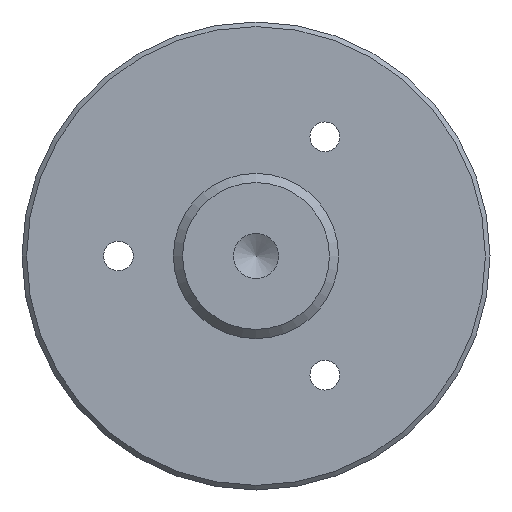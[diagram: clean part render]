
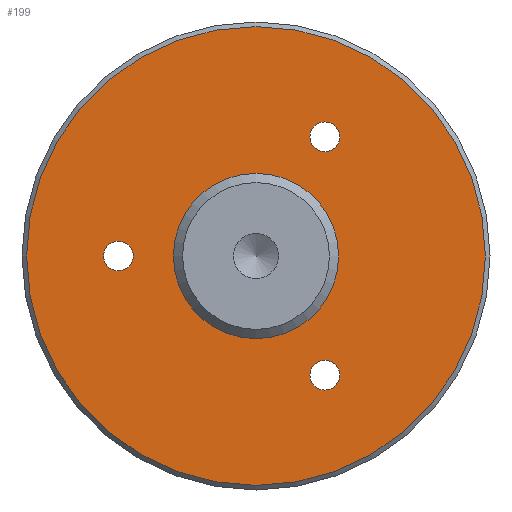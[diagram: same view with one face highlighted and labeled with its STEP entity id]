
A CAD part, left-side view. The second image highlights one B-rep face of the part: STEP entity #199.
In plain terms, the highlighted planar face has unit normal (-1, 0, 0).
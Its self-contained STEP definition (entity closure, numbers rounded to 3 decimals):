
#14=PLANE('',#229);
#29=FACE_BOUND('',#72,.T.);
#30=FACE_BOUND('',#73,.T.);
#31=FACE_BOUND('',#74,.T.);
#32=FACE_BOUND('',#75,.T.);
#33=FACE_BOUND('',#76,.T.);
#72=EDGE_LOOP('',(#162));
#73=EDGE_LOOP('',(#163));
#74=EDGE_LOOP('',(#164));
#75=EDGE_LOOP('',(#165));
#76=EDGE_LOOP('',(#166));
#95=CIRCLE('',#212,1.621);
#97=CIRCLE('',#215,1.621);
#99=CIRCLE('',#218,1.621);
#105=CIRCLE('',#228,9.);
#106=CIRCLE('',#230,25.);
#113=VERTEX_POINT('',#317);
#115=VERTEX_POINT('',#322);
#117=VERTEX_POINT('',#327);
#123=VERTEX_POINT('',#343);
#124=VERTEX_POINT('',#346);
#131=EDGE_CURVE('',#113,#113,#95,.T.);
#133=EDGE_CURVE('',#115,#115,#97,.T.);
#135=EDGE_CURVE('',#117,#117,#99,.T.);
#141=EDGE_CURVE('',#123,#123,#105,.T.);
#142=EDGE_CURVE('',#124,#124,#106,.T.);
#162=ORIENTED_EDGE('',*,*,#131,.T.);
#163=ORIENTED_EDGE('',*,*,#133,.T.);
#164=ORIENTED_EDGE('',*,*,#135,.T.);
#165=ORIENTED_EDGE('',*,*,#142,.F.);
#166=ORIENTED_EDGE('',*,*,#141,.T.);
#199=ADVANCED_FACE('',(#29,#30,#31,#32,#33),#14,.T.);
#212=AXIS2_PLACEMENT_3D('',#318,#249,#250);
#215=AXIS2_PLACEMENT_3D('',#323,#255,#256);
#218=AXIS2_PLACEMENT_3D('',#328,#261,#262);
#228=AXIS2_PLACEMENT_3D('',#344,#281,#282);
#229=AXIS2_PLACEMENT_3D('',#345,#283,#284);
#230=AXIS2_PLACEMENT_3D('',#347,#285,#286);
#249=DIRECTION('center_axis',(1.,0.,0.));
#250=DIRECTION('ref_axis',(0.,0.,-1.));
#255=DIRECTION('center_axis',(1.,0.,0.));
#256=DIRECTION('ref_axis',(0.,0.,-1.));
#261=DIRECTION('center_axis',(1.,0.,0.));
#262=DIRECTION('ref_axis',(0.,0.,-1.));
#281=DIRECTION('center_axis',(1.,0.,0.));
#282=DIRECTION('ref_axis',(0.,1.,0.));
#283=DIRECTION('center_axis',(-1.,0.,0.));
#284=DIRECTION('ref_axis',(0.,0.,1.));
#285=DIRECTION('center_axis',(1.,0.,0.));
#286=DIRECTION('ref_axis',(0.,1.,0.));
#317=CARTESIAN_POINT('',(37.5,-7.5,14.611));
#318=CARTESIAN_POINT('Origin',(37.5,-7.5,12.99));
#322=CARTESIAN_POINT('',(37.5,15.,1.621));
#323=CARTESIAN_POINT('Origin',(37.5,15.,0.));
#327=CARTESIAN_POINT('',(37.5,-7.5,-11.369));
#328=CARTESIAN_POINT('Origin',(37.5,-7.5,-12.99));
#343=CARTESIAN_POINT('',(37.5,9.,0.));
#344=CARTESIAN_POINT('Origin',(37.5,0.,0.));
#345=CARTESIAN_POINT('Origin',(37.5,17.,0.));
#346=CARTESIAN_POINT('',(37.5,25.,0.));
#347=CARTESIAN_POINT('Origin',(37.5,0.,0.));
